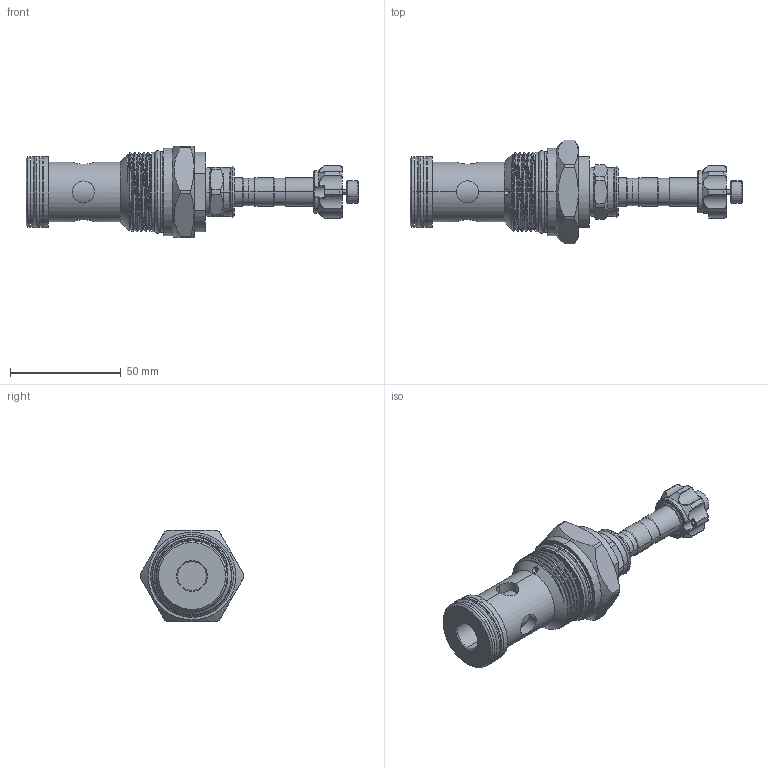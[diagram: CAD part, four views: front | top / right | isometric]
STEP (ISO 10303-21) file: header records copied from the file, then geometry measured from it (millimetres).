
FILE_DESCRIPTION (( 'STEP AP203' ), '1' );
FILE_NAME ('EP16A2A04P95.STEP', '2020-04-16T01:58:21', ( '' ), ( '' ), 'SwSTEP 2.0', 'SolidWorks 2018', '' );
FILE_SCHEMA (( 'CONFIG_CONTROL_DESIGN' ));
Length unit declared in the file: millimetre
Products named in the file (1): EP16A2A04P95
Bounding box: 149.65 x 46.8 x 41.2 mm (x, y, z)
Volume: 79264.2 mm3; surface area: 21892 mm2
Topology: 7 solids, 7 shells, 383 faces, 930 edges, 574 vertices
Faces by surface type: cylinder 163, plane 67, cone 57, torus 55, bspline 41
Entity records: 16597 total; most frequent: CARTESIAN_POINT 7878, ORIENTED_EDGE 1856, DIRECTION 1785, EDGE_CURVE 928, AXIS2_PLACEMENT_3D 752, VERTEX_POINT 574, EDGE_LOOP 412, CIRCLE 409
